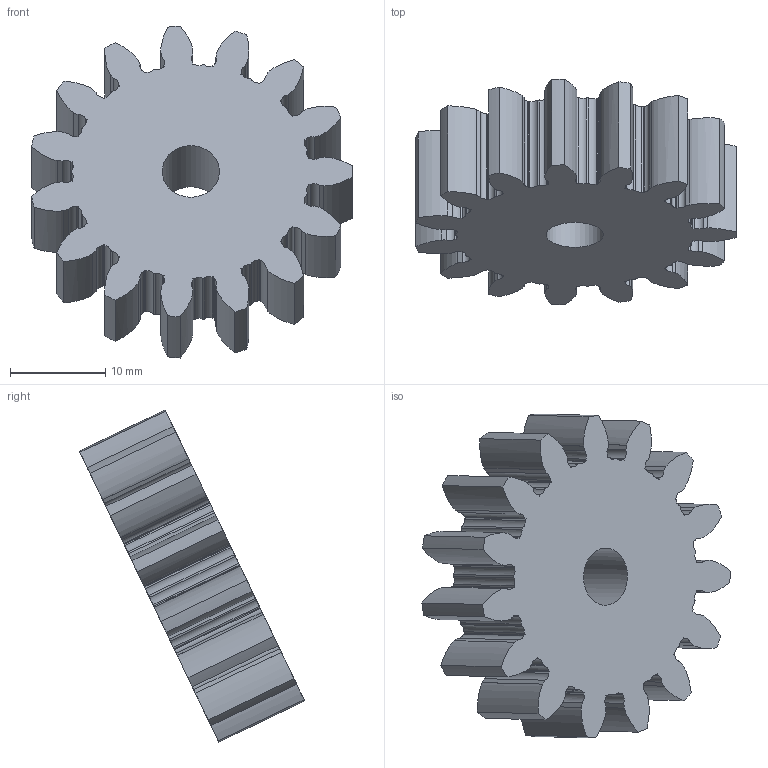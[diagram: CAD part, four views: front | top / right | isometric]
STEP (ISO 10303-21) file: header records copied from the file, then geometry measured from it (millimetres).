
FILE_DESCRIPTION(/* description */ (''),/* implementation_level */ '2;1');
FILE_NAME(/* name */ 'Bohrer Zahnrad.step',/* time_stamp */ '2024-07-31T11:59:39+02:00',/* author */ (''),/* organization */ (''),/* preprocessor_version */ 'ST-DEVELOPER v20',/* originating_system */ 'Autodesk Translation Framework v13.14.0.145',/* authorisation */ '');
FILE_SCHEMA (('AUTOMOTIVE_DESIGN { 1 0 10303 214 3 1 1 }'));
Length unit declared in the file: millimetre
Products named in the file (2): Bohrer MB; Zahnrad
Assembly tree (1 placements, depth 2):
  Bohrer MB
    Zahnrad
Bounding box: 33.75 x 23.68 x 34.91 mm (x, y, z)
Volume: 6492.7 mm3; surface area: 3492.2 mm2
Topology: 1 solids, 1 shells, 243 faces, 723 edges, 482 vertices
Faces by surface type: cylinder 121, plane 92, bspline 30
Full cylindrical faces by diameter (mm): 6.01 x1
Entity records: 37653 total; most frequent: CARTESIAN_POINT 31301, ORIENTED_EDGE 1446, DIRECTION 1277, EDGE_CURVE 723, VERTEX_POINT 482, AXIS2_PLACEMENT_3D 458, LINE 361, VECTOR 361
